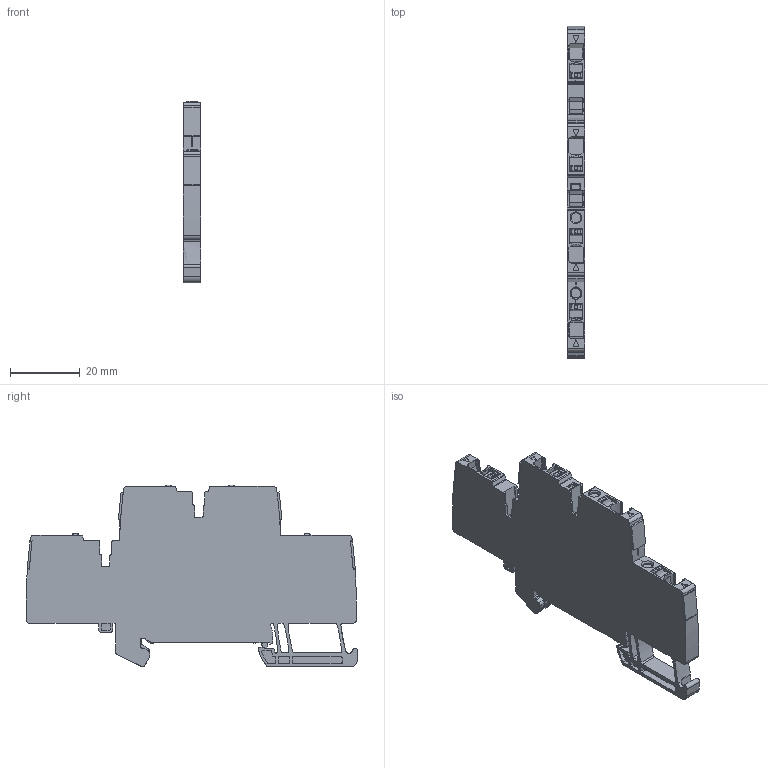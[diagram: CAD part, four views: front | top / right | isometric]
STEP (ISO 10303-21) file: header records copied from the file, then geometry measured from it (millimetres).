
FILE_DESCRIPTION(('CATIA V5 STEP Exchange','CAx-IF Rec.Pracs.--- Model Styling and Organization---1.5--- 2016-08-15','CAx-IF Rec.Pracs.---Supplemental Geometry---1.0---2011-11-01','CAx-IF Rec.Pracs.--- Composite Materials ---1.1---2010-07-15'),'2;1');
FILE_NAME ('1482434-3_1', '2025-09-22T05:34:29+00:00', ('none'), ('Weidmueller'), 'CATIA Version 5-6 Release 2024 SP4', 'CATIA V5 STEP AP214 v3', 'none');
FILE_SCHEMA(('AUTOMOTIVE_DESIGN { 1 0 10303 214 1 1 1 1 }'));
Length unit declared in the file: millimetre
Products named in the file (1): 2902490000
Bounding box: 5.1 x 94.93 x 52 mm (x, y, z)
Volume: 16566.5 mm3; surface area: 11028.8 mm2
Topology: 18 solids, 19 shells, 1249 faces, 3411 edges, 2222 vertices
Faces by surface type: plane 596, cylinder 526, bspline 49, torus 34, cone 31, extrusion 8, sphere 5
Entity records: 42394 total; most frequent: CARTESIAN_POINT 12359, ORIENTED_EDGE 6814, DIRECTION 5098, EDGE_CURVE 3407, VERTEX_POINT 2222, VECTOR 2144, LINE 2136, AXIS2_PLACEMENT_3D 1926
